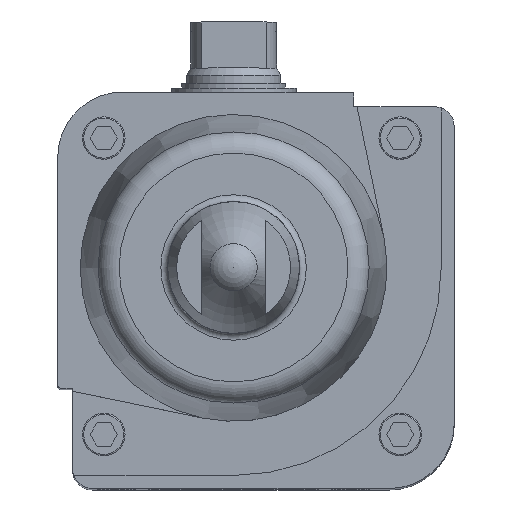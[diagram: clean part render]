
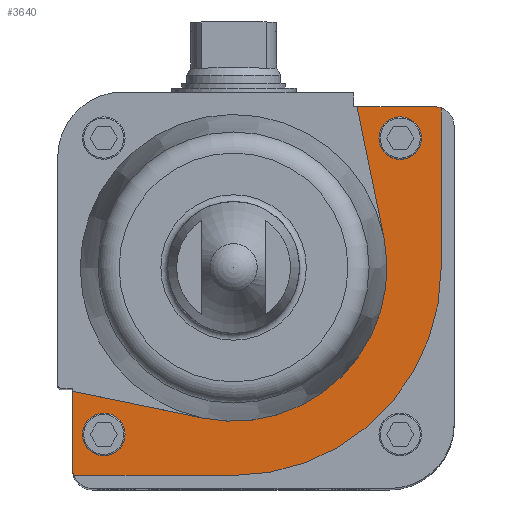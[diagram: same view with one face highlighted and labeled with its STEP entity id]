
A CAD part, top view. The second image highlights one B-rep face of the part: STEP entity #3640.
In plain terms, the highlighted planar face has unit normal (0, 0, 1).
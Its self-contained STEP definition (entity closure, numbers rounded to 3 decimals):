
#125=PLANE('',#3992);
#245=LINE('',#5351,#555);
#262=LINE('',#5403,#572);
#296=LINE('',#5774,#606);
#297=LINE('',#5778,#607);
#298=LINE('',#5779,#608);
#299=LINE('',#5783,#609);
#555=VECTOR('',#4240,1000.);
#572=VECTOR('',#4279,1000.);
#606=VECTOR('',#4623,1000.);
#607=VECTOR('',#4626,1000.);
#608=VECTOR('',#4627,1000.);
#609=VECTOR('',#4630,1000.);
#1118=ORIENTED_EDGE('',*,*,#1959,.T.);
#1119=ORIENTED_EDGE('',*,*,#1960,.T.);
#1120=ORIENTED_EDGE('',*,*,#1821,.T.);
#1121=ORIENTED_EDGE('',*,*,#1831,.T.);
#1122=ORIENTED_EDGE('',*,*,#1961,.T.);
#1123=ORIENTED_EDGE('',*,*,#1962,.T.);
#1124=ORIENTED_EDGE('',*,*,#1963,.T.);
#1125=ORIENTED_EDGE('',*,*,#1836,.T.);
#1126=ORIENTED_EDGE('',*,*,#1846,.T.);
#1127=ORIENTED_EDGE('',*,*,#1964,.T.);
#1128=ORIENTED_EDGE('',*,*,#1965,.F.);
#1129=ORIENTED_EDGE('',*,*,#1966,.T.);
#1821=EDGE_CURVE('',#2298,#2297,#245,.T.);
#1831=EDGE_CURVE('',#2297,#2307,#2654,.T.);
#1836=EDGE_CURVE('',#2312,#2311,#2657,.T.);
#1846=EDGE_CURVE('',#2311,#2321,#262,.T.);
#1959=EDGE_CURVE('',#2426,#2426,#2735,.T.);
#1960=EDGE_CURVE('',#2427,#2427,#2736,.T.);
#1961=EDGE_CURVE('',#2307,#2428,#296,.T.);
#1962=EDGE_CURVE('',#2428,#2429,#2737,.T.);
#1963=EDGE_CURVE('',#2429,#2312,#297,.T.);
#1964=EDGE_CURVE('',#2321,#2430,#298,.T.);
#1965=EDGE_CURVE('',#2431,#2430,#2738,.T.);
#1966=EDGE_CURVE('',#2431,#2298,#299,.T.);
#2297=VERTEX_POINT('',#5350);
#2298=VERTEX_POINT('',#5352);
#2307=VERTEX_POINT('',#5371);
#2311=VERTEX_POINT('',#5381);
#2312=VERTEX_POINT('',#5383);
#2321=VERTEX_POINT('',#5402);
#2426=VERTEX_POINT('',#5771);
#2427=VERTEX_POINT('',#5773);
#2428=VERTEX_POINT('',#5775);
#2429=VERTEX_POINT('',#5777);
#2430=VERTEX_POINT('',#5780);
#2431=VERTEX_POINT('',#5782);
#2654=CIRCLE('',#3832,8.5);
#2657=CIRCLE('',#3836,8.5);
#2735=CIRCLE('',#3993,9.);
#2736=CIRCLE('',#3994,9.);
#2737=CIRCLE('',#3995,88.);
#2738=CIRCLE('',#3996,65.);
#2954=EDGE_LOOP('',(#1118));
#2955=EDGE_LOOP('',(#1119));
#2956=EDGE_LOOP('',(#1120,#1121,#1122,#1123,#1124,#1125,#1126,#1127,#1128,
#1129));
#3311=FACE_BOUND('',#2954,.T.);
#3312=FACE_BOUND('',#2955,.T.);
#3313=FACE_BOUND('',#2956,.T.);
#3640=ADVANCED_FACE('',(#3311,#3312,#3313),#125,.T.);
#3832=AXIS2_PLACEMENT_3D('',#5372,#4254,#4255);
#3836=AXIS2_PLACEMENT_3D('',#5382,#4264,#4265);
#3992=AXIS2_PLACEMENT_3D('',#5769,#4617,#4618);
#3993=AXIS2_PLACEMENT_3D('',#5770,#4619,#4620);
#3994=AXIS2_PLACEMENT_3D('',#5772,#4621,#4622);
#3995=AXIS2_PLACEMENT_3D('',#5776,#4624,#4625);
#3996=AXIS2_PLACEMENT_3D('',#5781,#4628,#4629);
#4240=DIRECTION('',(0.,-1.,0.));
#4254=DIRECTION('',(0.,0.,1.));
#4255=DIRECTION('',(1.,0.,0.));
#4264=DIRECTION('',(0.,0.,1.));
#4265=DIRECTION('',(1.,0.,0.));
#4279=DIRECTION('',(-1.,0.,0.));
#4617=DIRECTION('',(0.,0.,1.));
#4618=DIRECTION('',(1.,0.,0.));
#4619=DIRECTION('',(0.,0.,-1.));
#4620=DIRECTION('',(-1.,0.,0.));
#4621=DIRECTION('',(0.,0.,-1.));
#4622=DIRECTION('',(-1.,0.,0.));
#4623=DIRECTION('',(1.,0.,0.));
#4624=DIRECTION('',(0.,0.,1.));
#4625=DIRECTION('',(1.,0.,0.));
#4626=DIRECTION('',(0.,1.,0.));
#4627=DIRECTION('',(0.202,-0.979,0.));
#4628=DIRECTION('',(0.,0.,1.));
#4629=DIRECTION('',(1.,0.,0.));
#4630=DIRECTION('',(-0.979,0.202,0.));
#5350=CARTESIAN_POINT('',(-68.3,-85.,180.75));
#5351=CARTESIAN_POINT('',(-68.3,-51.,180.75));
#5352=CARTESIAN_POINT('',(-68.3,-52.279,180.75));
#5371=CARTESIAN_POINT('',(-67.753,-88.,180.75));
#5372=CARTESIAN_POINT('',(-59.8,-85.,180.75));
#5381=CARTESIAN_POINT('',(85.,68.3,180.75));
#5382=CARTESIAN_POINT('',(85.,59.8,180.75));
#5383=CARTESIAN_POINT('',(88.,67.753,180.75));
#5402=CARTESIAN_POINT('',(52.279,68.3,180.75));
#5403=CARTESIAN_POINT('',(85.,68.3,180.75));
#5769=CARTESIAN_POINT('',(0.,0.,180.75));
#5770=CARTESIAN_POINT('',(-55.,-70.6,180.75));
#5771=CARTESIAN_POINT('',(-64.,-70.6,180.75));
#5772=CARTESIAN_POINT('',(70.6,55.,180.75));
#5773=CARTESIAN_POINT('',(61.6,55.,180.75));
#5774=CARTESIAN_POINT('',(-74.5,-88.,180.75));
#5775=CARTESIAN_POINT('',(0.,-88.,180.75));
#5776=CARTESIAN_POINT('',(0.,0.,180.75));
#5777=CARTESIAN_POINT('',(88.,0.,180.75));
#5778=CARTESIAN_POINT('',(88.,0.,180.75));
#5779=CARTESIAN_POINT('',(51.,74.5,180.75));
#5780=CARTESIAN_POINT('',(63.66,13.132,180.75));
#5781=CARTESIAN_POINT('',(0.,0.,180.75));
#5782=CARTESIAN_POINT('',(-13.132,-63.66,180.75));
#5783=CARTESIAN_POINT('',(-13.132,-63.66,180.75));
